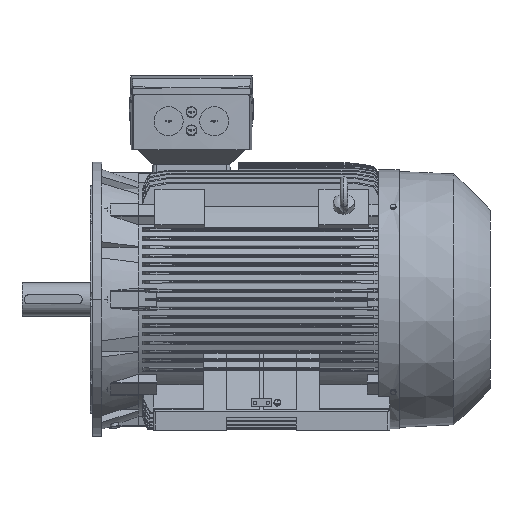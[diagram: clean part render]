
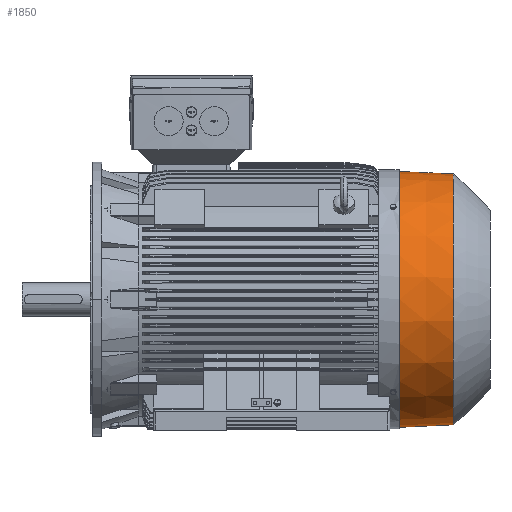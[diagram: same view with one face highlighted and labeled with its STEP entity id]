
A CAD part, front view. The second image highlights one B-rep face of the part: STEP entity #1850.
In plain terms, the highlighted conical face has half-angle 2.643 degrees and reference radius 305 mm.
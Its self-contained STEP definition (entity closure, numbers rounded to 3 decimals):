
#1850=ADVANCED_FACE('',(#5278),#5279,.T.);
#5278=FACE_OUTER_BOUND('',#10387,.T.);
#5279=CONICAL_SURFACE('',#10388,305.,0.046);
#10387=EDGE_LOOP('',(#15884,#15885,#15886,#15887));
#10388=AXIS2_PLACEMENT_3D('',#15888,#15889,#15890);
#15884=ORIENTED_EDGE('',*,*,#31420,.F.);
#15885=ORIENTED_EDGE('',*,*,#31421,.T.);
#15886=ORIENTED_EDGE('',*,*,#31422,.F.);
#15887=ORIENTED_EDGE('',*,*,#31423,.F.);
#15888=CARTESIAN_POINT('',(694.,0.0,0.0));
#15889=DIRECTION('',(-1.0,-0.0,0.0));
#15890=DIRECTION('',(0.0,0.0,1.0));
#31420=EDGE_CURVE('',#37926,#37927,#37928,.T.);
#31421=EDGE_CURVE('',#37926,#37929,#37930,.T.);
#31422=EDGE_CURVE('',#37931,#37929,#37932,.T.);
#31423=EDGE_CURVE('',#37927,#37931,#37933,.T.);
#37926=VERTEX_POINT('',#48196);
#37927=VERTEX_POINT('',#48197);
#37928=LINE('',#48198,#48199);
#37929=VERTEX_POINT('',#48200);
#37930=CIRCLE('',#48201,308.0);
#37931=VERTEX_POINT('',#48202);
#37932=LINE('',#48203,#48204);
#37933=CIRCLE('',#48205,302.);
#48196=CARTESIAN_POINT('',(629.0,0.0,308.0));
#48197=CARTESIAN_POINT('',(759.,0.0,302.));
#48198=CARTESIAN_POINT('',(694.,0.,305.));
#48199=VECTOR('',#72976,1.0);
#48200=CARTESIAN_POINT('',(629.0,0.,-308.0));
#48201=AXIS2_PLACEMENT_3D('',#72977,#72978,#72979);
#48202=CARTESIAN_POINT('',(759.,0.,-302.));
#48203=CARTESIAN_POINT('',(694.,0.,-305.));
#48204=VECTOR('',#72980,1.0);
#48205=AXIS2_PLACEMENT_3D('',#72981,#72982,#72983);
#72976=DIRECTION('',(0.999,0.,-0.046));
#72977=CARTESIAN_POINT('',(629.0,0.0,0.0));
#72978=DIRECTION('',(1.0,0.0,-0.0));
#72979=DIRECTION('',(0.0,0.0,1.0));
#72980=DIRECTION('',(-0.999,0.,-0.046));
#72981=CARTESIAN_POINT('',(759.,0.0,0.0));
#72982=DIRECTION('',(1.0,0.0,-0.0));
#72983=DIRECTION('',(0.0,0.0,1.0));
